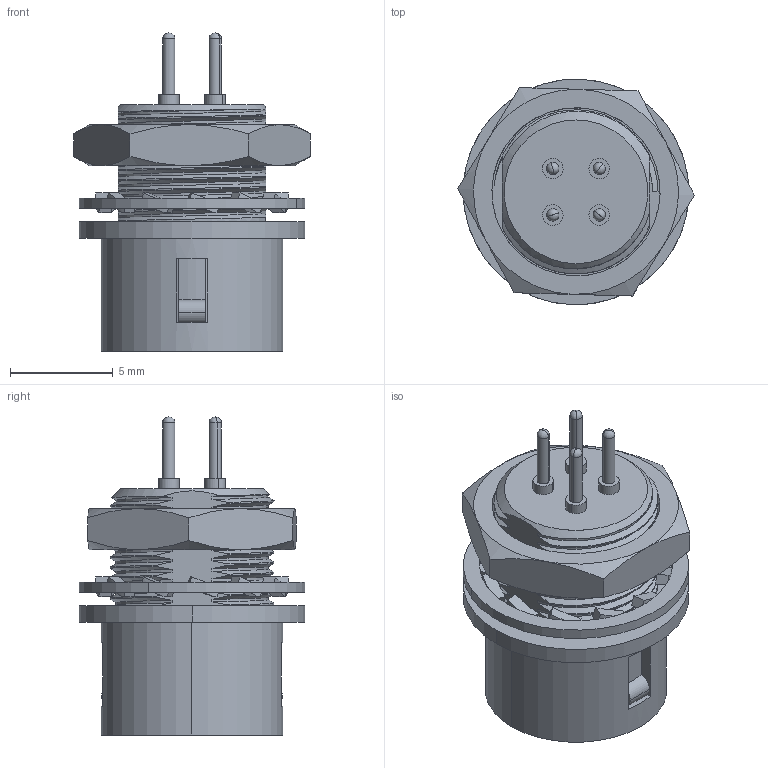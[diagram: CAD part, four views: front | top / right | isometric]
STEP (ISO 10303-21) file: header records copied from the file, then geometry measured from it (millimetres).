
FILE_DESCRIPTION (( 'STEP AP203' ), '1' );
FILE_NAME ('FAPFAS12-04S01D000.STEP', '2025-11-17T11:37:26', ( '' ), ( '' ), 'SwSTEP 2.0', 'SolidWorks 2021', '' );
FILE_SCHEMA (( 'CONFIG_CONTROL_DESIGN' ));
Length unit declared in the file: millimetre
Products named in the file (1): FAPFAS12-04S01D000
Bounding box: 11.54 x 11 x 15.5 mm (x, y, z)
Volume: 644.4 mm3; surface area: 1227.7 mm2
Topology: 3 solids, 3 shells, 412 faces, 1101 edges, 706 vertices
Faces by surface type: plane 163, cylinder 151, bspline 67, cone 23, torus 8
Entity records: 31259 total; most frequent: CARTESIAN_POINT 21849, ORIENTED_EDGE 2202, DIRECTION 1750, EDGE_CURVE 1101, VERTEX_POINT 706, AXIS2_PLACEMENT_3D 680, EDGE_LOOP 439, ADVANCED_FACE 412
